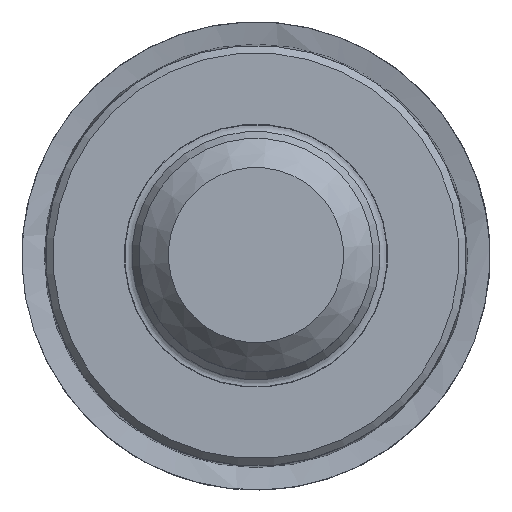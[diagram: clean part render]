
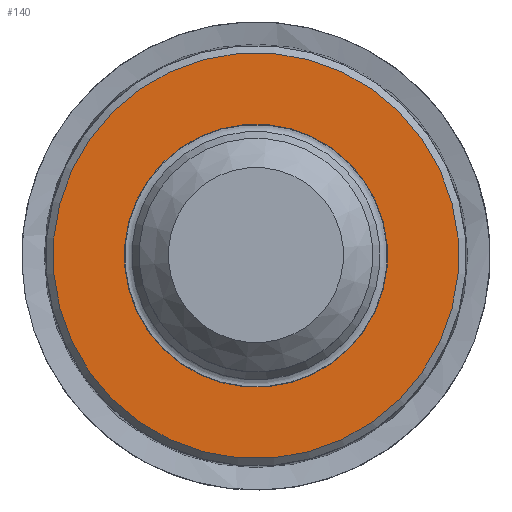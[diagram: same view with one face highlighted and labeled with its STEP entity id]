
A CAD part, top view. The second image highlights one B-rep face of the part: STEP entity #140.
In plain terms, the highlighted planar face has unit normal (0, 0, 1).
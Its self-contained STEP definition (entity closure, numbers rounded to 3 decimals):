
#121=PLANE('',#537);
#140=ADVANCED_FACE('',(#185,#186),#121,.F.);
#185=FACE_BOUND('',#242,.T.);
#186=FACE_BOUND('',#243,.T.);
#242=EDGE_LOOP('',(#300));
#243=EDGE_LOOP('',(#301));
#300=ORIENTED_EDGE('',*,*,#380,.T.);
#301=ORIENTED_EDGE('',*,*,#381,.T.);
#351=VERTEX_POINT('',#735);
#352=VERTEX_POINT('',#737);
#380=EDGE_CURVE('',#351,#351,#409,.T.);
#381=EDGE_CURVE('',#352,#352,#410,.T.);
#409=CIRCLE('',#535,13.9);
#410=CIRCLE('',#536,9.012);
#535=AXIS2_PLACEMENT_3D('',#734,#619,#620);
#536=AXIS2_PLACEMENT_3D('',#736,#621,#622);
#537=AXIS2_PLACEMENT_3D('',#738,#623,#624);
#619=DIRECTION('',(0.,0.,1.));
#620=DIRECTION('',(0.087,0.996,0.));
#621=DIRECTION('',(0.,0.,-1.));
#622=DIRECTION('',(0.087,0.996,0.));
#623=DIRECTION('',(0.,0.,-1.));
#624=DIRECTION('',(0.087,0.996,0.));
#734=CARTESIAN_POINT('',(0.,0.,0.));
#735=CARTESIAN_POINT('',(1.211,13.847,0.));
#736=CARTESIAN_POINT('',(0.,0.,0.));
#737=CARTESIAN_POINT('',(0.785,8.977,0.));
#738=CARTESIAN_POINT('',(0.785,8.977,0.));
